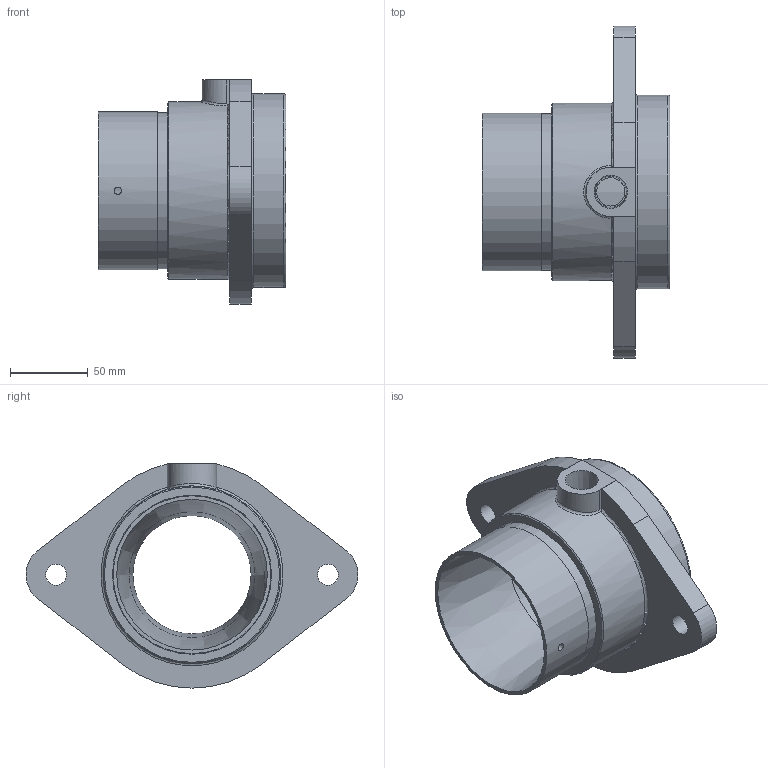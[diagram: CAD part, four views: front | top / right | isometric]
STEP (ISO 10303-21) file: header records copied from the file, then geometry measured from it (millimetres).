
FILE_DESCRIPTION(/* description */ (''),/* implementation_level */ '2;1');
FILE_NAME(/* name */ '120024-3D.stp',/* time_stamp */ '2015-02-17T12:07:06-05:00',/* author */ ('ryan longshore'),/* organization */ (''),/* preprocessor_version */ 'ST-DEVELOPER v15.2',/* originating_system */ 'Autodesk Inventor 2014',/* authorisation */ '');
FILE_SCHEMA (('AUTOMOTIVE_DESIGN { 1 0 10303 214 3 1 1 }'));
Length unit declared in the file: inch
Products named in the file (3): Part13; Part15; Assembly2
Bounding box: 120.9 x 213.73 x 144.4 mm (x, y, z)
Volume: 586528 mm3; surface area: 143653.8 mm2
Topology: 2 solids, 2 shells, 47 faces, 110 edges, 72 vertices
Faces by surface type: cylinder 18, plane 17, cone 6, torus 5, bspline 1
Full cylindrical faces by diameter (mm): 4.762 x1, 13.462 x2, 18.256 x1, 84.938 x1, 98.222 x1, 98.425 x1, 100.012 x1, 100.522 x1, 101.6 x1, 114.3 x1, 124.714 x1
Entity records: 1556 total; most frequent: CARTESIAN_POINT 503, DIRECTION 217, ORIENTED_EDGE 164, AXIS2_PLACEMENT_3D 95, EDGE_LOOP 86, EDGE_CURVE 82, VERTEX_POINT 66, ADVANCED_FACE 47
